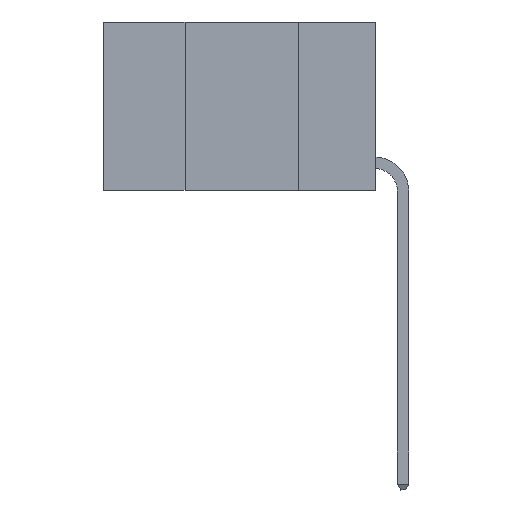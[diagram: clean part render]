
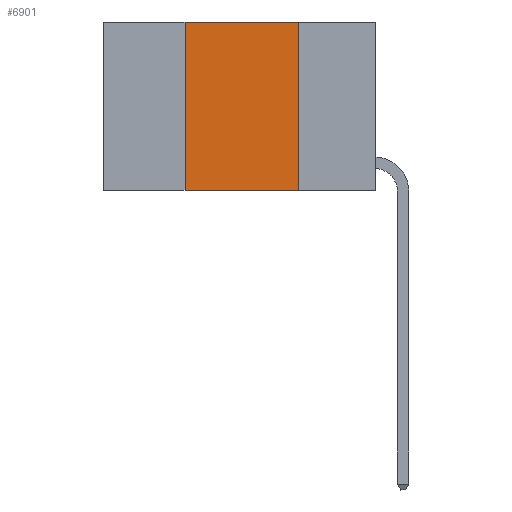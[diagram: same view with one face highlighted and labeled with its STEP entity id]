
A CAD part, left-side view. The second image highlights one B-rep face of the part: STEP entity #6901.
In plain terms, the highlighted planar face has unit normal (-1, 0, 0).
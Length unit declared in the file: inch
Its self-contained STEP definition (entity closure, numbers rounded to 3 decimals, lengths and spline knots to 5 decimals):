
#66 = DIRECTION ( 'NONE',  ( 1., 0., 0. ) ) ;
#775 = CARTESIAN_POINT ( 'NONE',  ( 0., 0.17, 0. ) ) ;
#916 = AXIS2_PLACEMENT_3D ( 'NONE', #9316, #66, #16356 ) ;
#1174 = EDGE_CURVE ( 'NONE', #16337, #19469, #12231, .T. ) ;
#2022 = VECTOR ( 'NONE', #3757, 39.37008 ) ;
#2523 = VERTEX_POINT ( 'NONE', #4730 ) ;
#2581 = ORIENTED_EDGE ( 'NONE', *, *, #14626, .F. ) ;
#3757 = DIRECTION ( 'NONE',  ( 0., -1., 0. ) ) ;
#3894 = VECTOR ( 'NONE', #10355, 39.37008 ) ;
#4730 = CARTESIAN_POINT ( 'NONE',  ( 0., 0.17, -0.37 ) ) ;
#5577 = DIRECTION ( 'NONE',  ( 0., -1., 0. ) ) ;
#5588 = CARTESIAN_POINT ( 'NONE',  ( 0., 0.42, 0. ) ) ;
#6901 = ADVANCED_FACE ( 'NONE', ( #10740 ), #13241, .F. ) ;
#6988 = CARTESIAN_POINT ( 'NONE',  ( 0., 0.6, 0. ) ) ;
#7551 = DIRECTION ( 'NONE',  ( 0., 0., -1. ) ) ;
#7926 = VECTOR ( 'NONE', #5577, 39.37008 ) ;
#8068 = ORIENTED_EDGE ( 'NONE', *, *, #9078, .F. ) ;
#8697 = CARTESIAN_POINT ( 'NONE',  ( 0., 0.42, 0. ) ) ;
#9078 = EDGE_CURVE ( 'NONE', #16054, #16337, #12592, .T. ) ;
#9316 = CARTESIAN_POINT ( 'NONE',  ( 0., 0.6, 0. ) ) ;
#10082 = EDGE_LOOP ( 'NONE', ( #2581, #11869, #8068, #16985 ) ) ;
#10355 = DIRECTION ( 'NONE',  ( 0., 0., 1. ) ) ;
#10434 = EDGE_CURVE ( 'NONE', #16054, #2523, #10851, .T. ) ;
#10740 = FACE_OUTER_BOUND ( 'NONE', #10082, .T. ) ;
#10851 = LINE ( 'NONE', #18239, #2022 ) ;
#11869 = ORIENTED_EDGE ( 'NONE', *, *, #1174, .F. ) ;
#11912 = VECTOR ( 'NONE', #7551, 39.37008 ) ;
#12231 = LINE ( 'NONE', #6988, #7926 ) ;
#12490 = CARTESIAN_POINT ( 'NONE',  ( 0., 0.17, 0. ) ) ;
#12592 = LINE ( 'NONE', #8697, #3894 ) ;
#13241 = PLANE ( 'NONE',  #916 ) ;
#14626 = EDGE_CURVE ( 'NONE', #19469, #2523, #16025, .T. ) ;
#16025 = LINE ( 'NONE', #775, #11912 ) ;
#16054 = VERTEX_POINT ( 'NONE', #17399 ) ;
#16337 = VERTEX_POINT ( 'NONE', #5588 ) ;
#16356 = DIRECTION ( 'NONE',  ( 0., 0., -1. ) ) ;
#16985 = ORIENTED_EDGE ( 'NONE', *, *, #10434, .T. ) ;
#17399 = CARTESIAN_POINT ( 'NONE',  ( 0., 0.42, -0.37 ) ) ;
#18239 = CARTESIAN_POINT ( 'NONE',  ( 0., 0.6, -0.37 ) ) ;
#19469 = VERTEX_POINT ( 'NONE', #12490 ) ;
